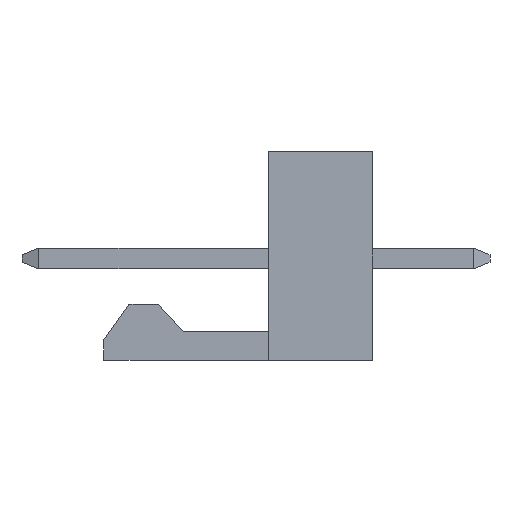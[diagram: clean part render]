
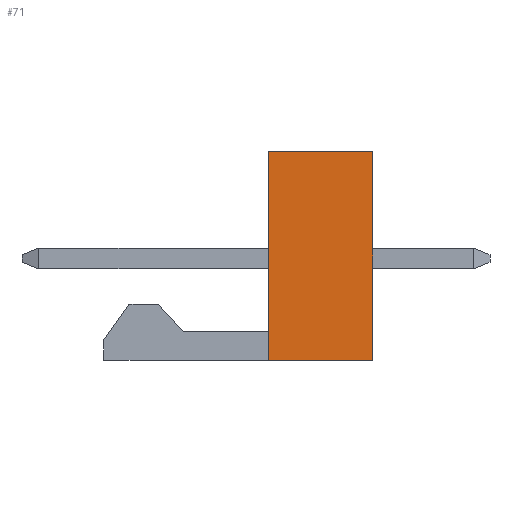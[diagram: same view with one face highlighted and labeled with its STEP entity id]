
A CAD part, left-side view. The second image highlights one B-rep face of the part: STEP entity #71.
In plain terms, the highlighted planar face has unit normal (-1, 0, 0).
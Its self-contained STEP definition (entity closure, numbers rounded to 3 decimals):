
#71=ADVANCED_FACE('',(#316),#317,.F.);
#316=FACE_OUTER_BOUND('',#804,.T.);
#317=PLANE('',#805);
#804=EDGE_LOOP('',(#1292,#1293,#1294,#1295));
#805=AXIS2_PLACEMENT_3D('',#1296,#1297,#1298);
#1292=ORIENTED_EDGE('',*,*,#3080,.F.);
#1293=ORIENTED_EDGE('',*,*,#3081,.F.);
#1294=ORIENTED_EDGE('',*,*,#3082,.F.);
#1295=ORIENTED_EDGE('',*,*,#3083,.F.);
#1296=CARTESIAN_POINT('',(-11.354,0.0,0.0));
#1297=DIRECTION('',(1.0,0.0,0.0));
#1298=DIRECTION('',(0.0,1.0,0.0));
#3080=EDGE_CURVE('',#3680,#3681,#3682,.T.);
#3081=EDGE_CURVE('',#3683,#3680,#3684,.T.);
#3082=EDGE_CURVE('',#3685,#3683,#3686,.T.);
#3083=EDGE_CURVE('',#3681,#3685,#3687,.T.);
#3680=VERTEX_POINT('',#4566);
#3681=VERTEX_POINT('',#4567);
#3682=LINE('',#4568,#4569);
#3683=VERTEX_POINT('',#4570);
#3684=LINE('',#4571,#4572);
#3685=VERTEX_POINT('',#4573);
#3686=LINE('',#4574,#4575);
#3687=LINE('',#4576,#4577);
#4566=CARTESIAN_POINT('',(-11.354,1.588,-3.099));
#4567=CARTESIAN_POINT('',(-11.354,1.588,3.251));
#4568=CARTESIAN_POINT('',(-11.354,1.588,-3.099));
#4569=VECTOR('',#5998,6.35);
#4570=CARTESIAN_POINT('',(-11.354,-1.588,-3.099));
#4571=CARTESIAN_POINT('',(-11.354,-1.588,-3.099));
#4572=VECTOR('',#5999,3.175);
#4573=CARTESIAN_POINT('',(-11.354,-1.588,3.251));
#4574=CARTESIAN_POINT('',(-11.354,-1.588,3.251));
#4575=VECTOR('',#6000,6.35);
#4576=CARTESIAN_POINT('',(-11.354,1.588,3.251));
#4577=VECTOR('',#6001,3.175);
#5998=DIRECTION('',(0.0,0.0,1.0));
#5999=DIRECTION('',(0.0,1.0,0.0));
#6000=DIRECTION('',(0.0,0.0,-1.0));
#6001=DIRECTION('',(0.0,-1.0,0.0));
